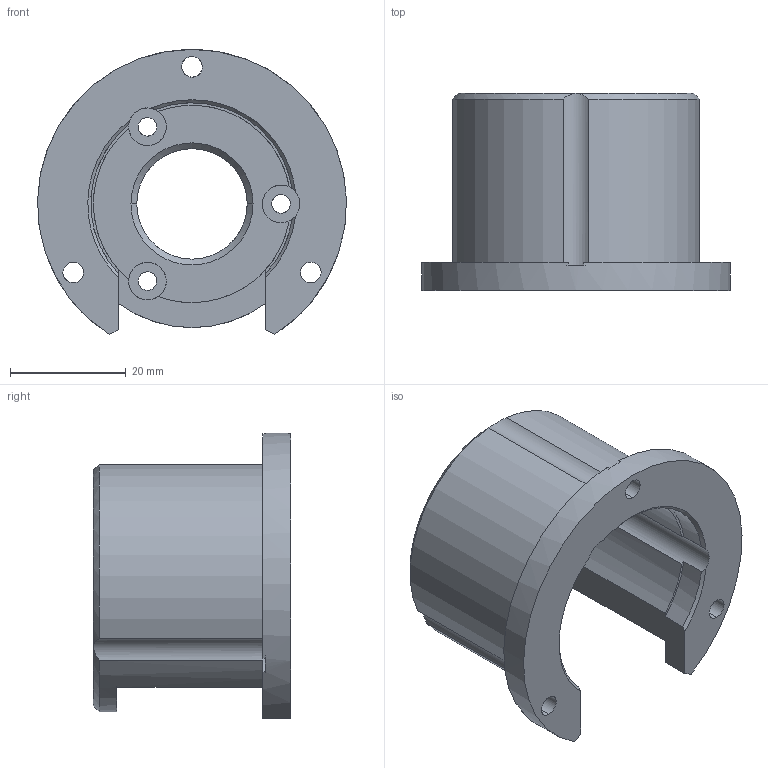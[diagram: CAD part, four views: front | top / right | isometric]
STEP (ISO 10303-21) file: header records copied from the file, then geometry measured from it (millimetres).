
FILE_DESCRIPTION (( 'STEP AP214' ), '1' );
FILE_NAME ('F-6D.STEP', '2016-06-30T14:13:07', ( '' ), ( '' ), 'SwSTEP 2.0', 'SolidWorks 2016', '' );
FILE_SCHEMA (( 'AUTOMOTIVE_DESIGN' ));
Length unit declared in the file: millimetre
Products named in the file (1): F-6D
Bounding box: 53.28 x 34 x 49.18 mm (x, y, z)
Volume: 18288.5 mm3; surface area: 10669.1 mm2
Topology: 1 solids, 1 shells, 68 faces, 221 edges, 155 vertices
Faces by surface type: cylinder 38, plane 21, cone 9
Entity records: 4110 total; most frequent: CARTESIAN_POINT 2230, ORIENTED_EDGE 442, DIRECTION 311, EDGE_CURVE 221, VERTEX_POINT 155, AXIS2_PLACEMENT_3D 119, B_SPLINE_CURVE_WITH_KNOTS 98, EDGE_LOOP 82
